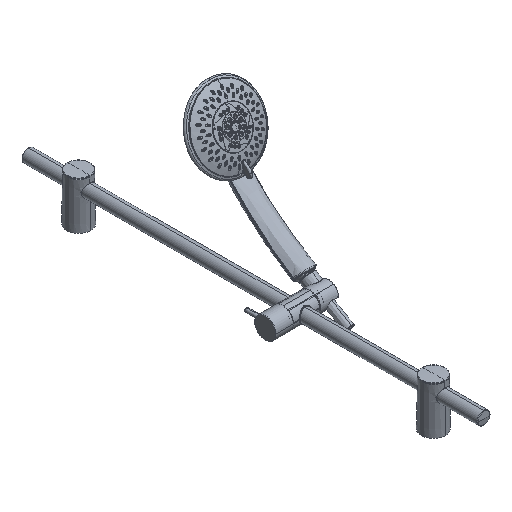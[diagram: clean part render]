
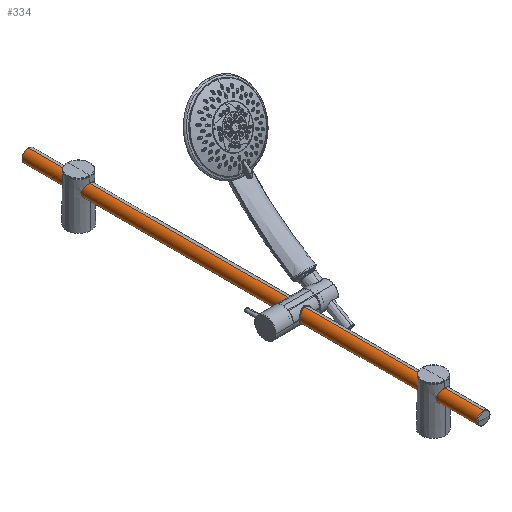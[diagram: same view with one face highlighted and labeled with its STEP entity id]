
A CAD part, isometric view. The second image highlights one B-rep face of the part: STEP entity #334.
In plain terms, the highlighted cylindrical face has radius 10.3 mm (diameter 20.6 mm), a partial arc.
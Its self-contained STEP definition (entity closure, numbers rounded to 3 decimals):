
#36=CARTESIAN_POINT('',(0.,430.,0.));
#37=DIRECTION('',(0.,-1.,0.));
#38=DIRECTION('',(0.,0.,1.));
#39=AXIS2_PLACEMENT_3D('',#36,#37,#38);
#51=DIRECTION('',(0.,-1.,0.));
#52=VECTOR('',#51,730.);
#53=CARTESIAN_POINT('',(0.,430.,-10.3));
#54=LINE('',#53,#52);
#60=CARTESIAN_POINT('',(0.,-300.,0.));
#61=DIRECTION('',(0.,1.,0.));
#62=DIRECTION('',(0.,0.,-1.));
#63=AXIS2_PLACEMENT_3D('',#60,#61,#62);
#75=DIRECTION('',(0.,-1.,0.));
#76=VECTOR('',#75,730.);
#77=CARTESIAN_POINT('',(0.,430.,10.3));
#78=LINE('',#77,#76);
#186=CARTESIAN_POINT('',(0.,-300.,10.3));
#187=CARTESIAN_POINT('',(0.,-300.,-10.3));
#188=VERTEX_POINT('',#186);
#189=VERTEX_POINT('',#187);
#190=CARTESIAN_POINT('',(0.,430.,10.3));
#191=VERTEX_POINT('',#190);
#192=CARTESIAN_POINT('',(0.,430.,-10.3));
#193=VERTEX_POINT('',#192);
#323=CARTESIAN_POINT('',(0.,-300.,0.));
#324=DIRECTION('',(0.,1.,0.));
#325=DIRECTION('',(0.,0.,1.));
#326=AXIS2_PLACEMENT_3D('',#323,#324,#325);
#327=CYLINDRICAL_SURFACE('',#326,10.3);
#328=ORIENTED_EDGE('',*,*,#305,.F.);
#329=ORIENTED_EDGE('',*,*,#287,.F.);
#330=ORIENTED_EDGE('',*,*,#260,.F.);
#331=ORIENTED_EDGE('',*,*,#284,.T.);
#332=EDGE_LOOP('',(#328,#329,#330,#331));
#333=FACE_OUTER_BOUND('',#332,.F.);
#334=ADVANCED_FACE('',(#333),#327,.T.);
#40=CIRCLE('',#39,10.3);
#64=CIRCLE('',#63,10.3);
#260=EDGE_CURVE('',#191,#193,#40,.T.);
#284=EDGE_CURVE('',#191,#188,#78,.T.);
#287=EDGE_CURVE('',#193,#189,#54,.T.);
#305=EDGE_CURVE('',#189,#188,#64,.T.);
